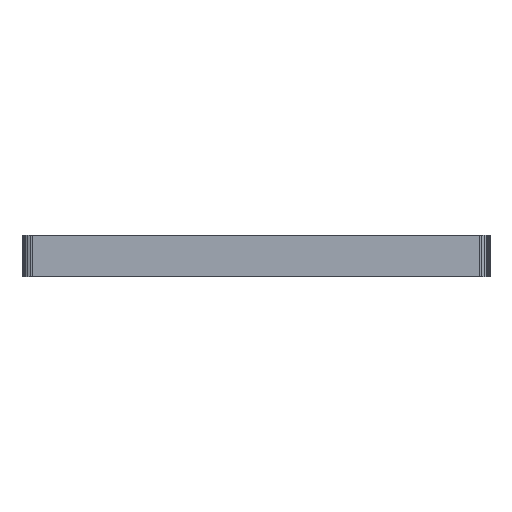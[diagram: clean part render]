
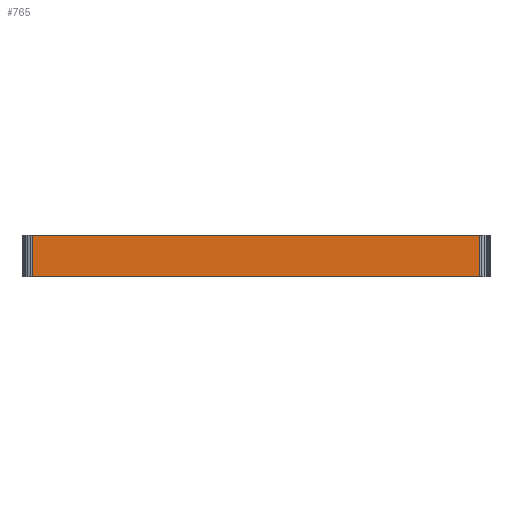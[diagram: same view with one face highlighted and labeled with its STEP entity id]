
A CAD part, front view. The second image highlights one B-rep face of the part: STEP entity #765.
In plain terms, the highlighted planar face has unit normal (0, -1, 0).
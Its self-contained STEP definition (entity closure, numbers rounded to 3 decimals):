
#35=PLANE('',#825);
#73=FACE_OUTER_BOUND('',#111,.T.);
#111=EDGE_LOOP('',(#593,#594,#595,#596));
#181=LINE('',#1140,#281);
#182=LINE('',#1143,#282);
#183=LINE('',#1145,#283);
#184=LINE('',#1146,#284);
#281=VECTOR('',#937,10.);
#282=VECTOR('',#940,10.);
#283=VECTOR('',#941,10.);
#284=VECTOR('',#942,10.);
#381=VERTEX_POINT('',#1136);
#382=VERTEX_POINT('',#1138);
#383=VERTEX_POINT('',#1142);
#384=VERTEX_POINT('',#1144);
#469=EDGE_CURVE('',#381,#382,#181,.T.);
#470=EDGE_CURVE('',#383,#381,#182,.T.);
#471=EDGE_CURVE('',#384,#382,#183,.T.);
#472=EDGE_CURVE('',#383,#384,#184,.T.);
#593=ORIENTED_EDGE('',*,*,#470,.T.);
#594=ORIENTED_EDGE('',*,*,#469,.T.);
#595=ORIENTED_EDGE('',*,*,#471,.F.);
#596=ORIENTED_EDGE('',*,*,#472,.F.);
#765=ADVANCED_FACE('',(#73),#35,.T.);
#825=AXIS2_PLACEMENT_3D('',#1141,#938,#939);
#937=DIRECTION('',(0.,0.,1.));
#938=DIRECTION('center_axis',(0.,-1.,0.));
#939=DIRECTION('ref_axis',(1.,0.,0.));
#940=DIRECTION('',(1.,0.,0.));
#941=DIRECTION('',(1.,0.,0.));
#942=DIRECTION('',(0.,0.,1.));
#1136=CARTESIAN_POINT('',(58.938,71.31,7.29));
#1138=CARTESIAN_POINT('',(58.938,71.31,10.29));
#1140=CARTESIAN_POINT('',(58.938,71.31,7.29));
#1141=CARTESIAN_POINT('Origin',(26.444,71.308,7.29));
#1142=CARTESIAN_POINT('',(26.444,71.308,7.29));
#1143=CARTESIAN_POINT('',(26.444,71.308,7.29));
#1144=CARTESIAN_POINT('',(26.444,71.308,10.29));
#1145=CARTESIAN_POINT('',(26.444,71.308,10.29));
#1146=CARTESIAN_POINT('',(26.444,71.308,7.29));
